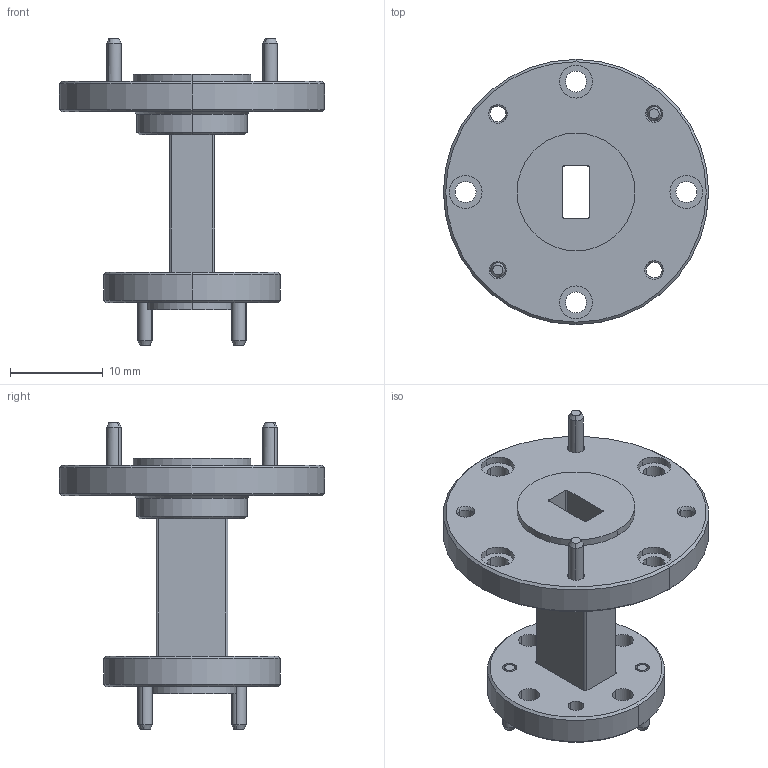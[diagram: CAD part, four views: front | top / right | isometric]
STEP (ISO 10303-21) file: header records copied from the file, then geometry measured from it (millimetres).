
FILE_DESCRIPTION (( 'STEP AP203' ), '1' );
FILE_NAME ('QMC-WFA22-385383.STEP', '2023-06-01T02:03:28', ( '' ), ( '' ), 'SwSTEP 2.0', 'SolidWorks 2017', '' );
FILE_SCHEMA (( 'CONFIG_CONTROL_DESIGN' ));
Length unit declared in the file: inch
Products named in the file (2): QMC-WFA22-385383
Bounding box: 28.57 x 28.57 x 33.12 mm (x, y, z)
Volume: 3478.6 mm3; surface area: 3443 mm2
Topology: 1 solids, 1 shells, 149 faces, 350 edges, 224 vertices
Faces by surface type: cylinder 74, cone 44, plane 31
Entity records: 4557 total; most frequent: DIRECTION 860, CARTESIAN_POINT 725, ORIENTED_EDGE 700, AXIS2_PLACEMENT_3D 359, EDGE_CURVE 350, VERTEX_POINT 224, CIRCLE 208, EDGE_LOOP 196
